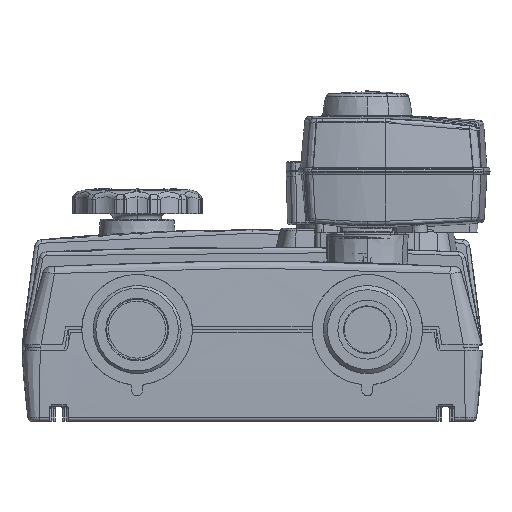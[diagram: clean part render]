
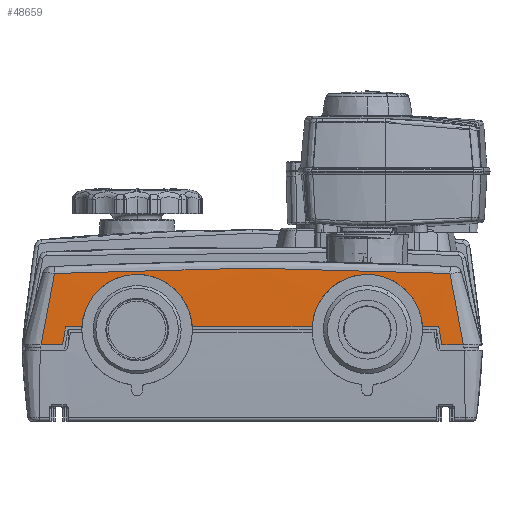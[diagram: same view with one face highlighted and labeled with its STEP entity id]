
A CAD part, front view. The second image highlights one B-rep face of the part: STEP entity #48659.
In plain terms, the highlighted cylindrical face has radius 1200 mm (diameter 2400 mm), a partial arc.
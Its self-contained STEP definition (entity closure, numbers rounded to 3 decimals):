
#48589=AXIS2_PLACEMENT_3D('Cylinder Axis2P3D',#48586,#48587,#48588) ;
#18312=CARTESIAN_POINT('Vertex',(29.962,-341.935,1.5)) ;
#18316=CARTESIAN_POINT('Control Point',(-29.962,-341.935,1.5)) ;
#18317=CARTESIAN_POINT('Control Point',(-29.727,-341.886,6.207)) ;
#18318=CARTESIAN_POINT('Control Point',(-28.567,-341.815,10.868)) ;
#18319=CARTESIAN_POINT('Control Point',(-26.494,-341.723,15.24)) ;
#18320=CARTESIAN_POINT('Control Point',(-20.563,-341.525,23.178)) ;
#18321=CARTESIAN_POINT('Control Point',(-11.99,-341.363,28.196)) ;
#18322=CARTESIAN_POINT('Control Point',(-7.085,-341.306,29.809)) ;
#18323=CARTESIAN_POINT('Control Point',(3.099,-341.269,30.892)) ;
#18324=CARTESIAN_POINT('Control Point',(12.864,-341.374,27.808)) ;
#18325=CARTESIAN_POINT('Control Point',(17.351,-341.459,25.253)) ;
#18326=CARTESIAN_POINT('Control Point',(23.843,-341.627,19.45)) ;
#18327=CARTESIAN_POINT('Control Point',(27.899,-341.789,11.849)) ;
#18328=CARTESIAN_POINT('Control Point',(29.097,-341.85,8.492)) ;
#18329=CARTESIAN_POINT('Control Point',(29.787,-341.899,5.009)) ;
#18330=CARTESIAN_POINT('Control Point',(29.962,-341.935,1.5)) ;
#18331=CARTESIAN_POINT('Vertex',(-29.962,-341.935,1.5)) ;
#48430=CARTESIAN_POINT('Vertex',(-163.759,-341.935,1.5)) ;
#48437=CARTESIAN_POINT('Vertex',(-154.962,-341.935,1.5)) ;
#48440=CARTESIAN_POINT('Line Origine',(-159.361,-341.935,1.5)) ;
#48465=CARTESIAN_POINT('Control Point',(-163.759,-341.935,1.5)) ;
#48466=CARTESIAN_POINT('Control Point',(-164.102,-341.956,-0.45)) ;
#48467=CARTESIAN_POINT('Control Point',(-164.446,-341.972,-2.4)) ;
#48468=CARTESIAN_POINT('Control Point',(-164.79,-341.985,-4.35)) ;
#48469=CARTESIAN_POINT('Control Point',(-165.134,-341.993,-6.3)) ;
#48470=CARTESIAN_POINT('Control Point',(-165.478,-341.997,-8.25)) ;
#48471=CARTESIAN_POINT('Vertex',(-165.478,-341.997,-8.25)) ;
#48502=CARTESIAN_POINT('Vertex',(40.478,-341.997,-8.25)) ;
#48506=CARTESIAN_POINT('Control Point',(38.759,-341.935,1.5)) ;
#48507=CARTESIAN_POINT('Control Point',(39.102,-341.956,-0.45)) ;
#48508=CARTESIAN_POINT('Control Point',(39.446,-341.972,-2.4)) ;
#48509=CARTESIAN_POINT('Control Point',(39.79,-341.985,-4.35)) ;
#48510=CARTESIAN_POINT('Control Point',(40.134,-341.993,-6.3)) ;
#48511=CARTESIAN_POINT('Control Point',(40.478,-341.997,-8.25)) ;
#48512=CARTESIAN_POINT('Vertex',(38.759,-341.935,1.5)) ;
#48534=CARTESIAN_POINT('Line Origine',(34.361,-341.935,1.5)) ;
#48560=CARTESIAN_POINT('Line Origine',(-62.5,-341.935,1.5)) ;
#48564=CARTESIAN_POINT('Vertex',(-95.038,-341.935,1.5)) ;
#48586=CARTESIAN_POINT('Axis2P3D Location',(-62.5,857.999,-11.015)) ;
#48592=CARTESIAN_POINT('Control Point',(-177.14,-341.997,-8.25)) ;
#48593=CARTESIAN_POINT('Control Point',(-174.921,-341.968,4.703)) ;
#48594=CARTESIAN_POINT('Control Point',(-172.479,-341.728,17.627)) ;
#48595=CARTESIAN_POINT('Control Point',(-169.814,-341.282,30.501)) ;
#48596=CARTESIAN_POINT('Vertex',(-169.814,-341.282,30.501)) ;
#48598=CARTESIAN_POINT('Vertex',(-177.14,-341.997,-8.25)) ;
#48601=CARTESIAN_POINT('Line Origine',(-62.5,-341.997,-8.25)) ;
#48607=CARTESIAN_POINT('Control Point',(-154.962,-341.935,1.5)) ;
#48608=CARTESIAN_POINT('Control Point',(-154.727,-341.886,6.207)) ;
#48609=CARTESIAN_POINT('Control Point',(-153.567,-341.815,10.868)) ;
#48610=CARTESIAN_POINT('Control Point',(-151.494,-341.723,15.24)) ;
#48611=CARTESIAN_POINT('Control Point',(-145.563,-341.525,23.178)) ;
#48612=CARTESIAN_POINT('Control Point',(-136.99,-341.363,28.196)) ;
#48613=CARTESIAN_POINT('Control Point',(-132.085,-341.306,29.809)) ;
#48614=CARTESIAN_POINT('Control Point',(-121.901,-341.269,30.892)) ;
#48615=CARTESIAN_POINT('Control Point',(-112.136,-341.374,27.808)) ;
#48616=CARTESIAN_POINT('Control Point',(-107.649,-341.459,25.253)) ;
#48617=CARTESIAN_POINT('Control Point',(-101.157,-341.627,19.45)) ;
#48618=CARTESIAN_POINT('Control Point',(-97.101,-341.789,11.849)) ;
#48619=CARTESIAN_POINT('Control Point',(-95.903,-341.85,8.492)) ;
#48620=CARTESIAN_POINT('Control Point',(-95.213,-341.899,5.009)) ;
#48621=CARTESIAN_POINT('Control Point',(-95.038,-341.935,1.5)) ;
#48623=CARTESIAN_POINT('Line Origine',(-62.5,-341.997,-8.25)) ;
#48627=CARTESIAN_POINT('Vertex',(52.14,-341.997,-8.25)) ;
#48631=CARTESIAN_POINT('Control Point',(52.14,-341.997,-8.25)) ;
#48632=CARTESIAN_POINT('Control Point',(49.921,-341.968,4.703)) ;
#48633=CARTESIAN_POINT('Control Point',(47.479,-341.728,17.627)) ;
#48634=CARTESIAN_POINT('Control Point',(44.814,-341.282,30.501)) ;
#48635=CARTESIAN_POINT('Vertex',(44.814,-341.282,30.501)) ;
#48639=CARTESIAN_POINT('Control Point',(44.814,-341.282,30.501)) ;
#48640=CARTESIAN_POINT('Control Point',(-8.791,-341.182,33.397)) ;
#48641=CARTESIAN_POINT('Control Point',(-62.5,-341.139,34.365)) ;
#48642=CARTESIAN_POINT('Control Point',(-116.209,-341.182,33.397)) ;
#48643=CARTESIAN_POINT('Control Point',(-169.814,-341.282,30.501)) ;
#48441=DIRECTION('Vector Direction',(1.,0.,0.)) ;
#48535=DIRECTION('Vector Direction',(1.,0.,0.)) ;
#48561=DIRECTION('Vector Direction',(1.,0.,0.)) ;
#48587=DIRECTION('Axis2P3D Direction',(-1.,0.,0.)) ;
#48588=DIRECTION('Axis2P3D XDirection',(0.,-1.,0.001)) ;
#48602=DIRECTION('Vector Direction',(-1.,0.,0.)) ;
#48624=DIRECTION('Vector Direction',(-1.,0.,0.)) ;
#48442=VECTOR('Line Direction',#48441,1.) ;
#48536=VECTOR('Line Direction',#48535,1.) ;
#48562=VECTOR('Line Direction',#48561,1.) ;
#48603=VECTOR('Line Direction',#48602,1.) ;
#48625=VECTOR('Line Direction',#48624,1.) ;
#48646=ORIENTED_EDGE('',*,*,#48600,.T.) ;
#48647=ORIENTED_EDGE('',*,*,#48605,.T.) ;
#48648=ORIENTED_EDGE('',*,*,#48473,.F.) ;
#48649=ORIENTED_EDGE('',*,*,#48444,.T.) ;
#48650=ORIENTED_EDGE('',*,*,#48622,.T.) ;
#48651=ORIENTED_EDGE('',*,*,#48566,.T.) ;
#48652=ORIENTED_EDGE('',*,*,#18333,.T.) ;
#48653=ORIENTED_EDGE('',*,*,#48538,.T.) ;
#48654=ORIENTED_EDGE('',*,*,#48514,.T.) ;
#48655=ORIENTED_EDGE('',*,*,#48629,.F.) ;
#48656=ORIENTED_EDGE('',*,*,#48637,.F.) ;
#48657=ORIENTED_EDGE('',*,*,#48644,.F.) ;
#48659=ADVANCED_FACE('PartBody',(#48658),#48590,.T.) ;
#18315=B_SPLINE_CURVE_WITH_KNOTS('',5,(#18316,#18317,#18318,#18319,#18320,#18321,#18322,#18323,#18324,#18325,#18326,#18327,#18328,#18329,#18330),.UNSPECIFIED.,.F.,.U.,(6,3,3,3,6),(2.122,35.451,70.891,106.333,131.178),.UNSPECIFIED.) ;
#48464=B_SPLINE_CURVE_WITH_KNOTS('',5,(#48465,#48466,#48467,#48468,#48469,#48470),.UNSPECIFIED.,.F.,.U.,(6,6),(0.,14.002),.UNSPECIFIED.) ;
#48505=B_SPLINE_CURVE_WITH_KNOTS('',5,(#48506,#48507,#48508,#48509,#48510,#48511),.UNSPECIFIED.,.F.,.U.,(6,6),(0.,14.002),.UNSPECIFIED.) ;
#48591=B_SPLINE_CURVE_WITH_KNOTS('',3,(#48592,#48593,#48594,#48595),.UNSPECIFIED.,.F.,.U.,(4,4),(22.993,91.379),.UNSPECIFIED.) ;
#48606=B_SPLINE_CURVE_WITH_KNOTS('',5,(#48607,#48608,#48609,#48610,#48611,#48612,#48613,#48614,#48615,#48616,#48617,#48618,#48619,#48620,#48621),.UNSPECIFIED.,.F.,.U.,(6,3,3,3,6),(2.122,35.451,70.891,106.333,131.178),.UNSPECIFIED.) ;
#48630=B_SPLINE_CURVE_WITH_KNOTS('',3,(#48631,#48632,#48633,#48634),.UNSPECIFIED.,.F.,.U.,(4,4),(22.993,91.379),.UNSPECIFIED.) ;
#48638=B_SPLINE_CURVE_WITH_KNOTS('',4,(#48639,#48640,#48641,#48642,#48643),.UNSPECIFIED.,.F.,.U.,(5,5),(75.459,379.441),.UNSPECIFIED.) ;
#48590=CYLINDRICAL_SURFACE('generated cylinder',#48589,1200.) ;
#18333=EDGE_CURVE('',#18332,#18313,#18315,.T.) ;
#48444=EDGE_CURVE('',#48431,#48438,#48443,.T.) ;
#48473=EDGE_CURVE('',#48431,#48472,#48464,.T.) ;
#48514=EDGE_CURVE('',#48513,#48503,#48505,.T.) ;
#48538=EDGE_CURVE('',#18313,#48513,#48537,.T.) ;
#48566=EDGE_CURVE('',#48565,#18332,#48563,.T.) ;
#48600=EDGE_CURVE('',#48597,#48599,#48591,.F.) ;
#48605=EDGE_CURVE('',#48599,#48472,#48604,.F.) ;
#48622=EDGE_CURVE('',#48438,#48565,#48606,.T.) ;
#48629=EDGE_CURVE('',#48628,#48503,#48626,.T.) ;
#48637=EDGE_CURVE('',#48636,#48628,#48630,.F.) ;
#48644=EDGE_CURVE('',#48597,#48636,#48638,.F.) ;
#48645=EDGE_LOOP('',(#48646,#48647,#48648,#48649,#48650,#48651,#48652,#48653,#48654,#48655,#48656,#48657)) ;
#48658=FACE_OUTER_BOUND('',#48645,.T.) ;
#48443=LINE('Line',#48440,#48442) ;
#48537=LINE('Line',#48534,#48536) ;
#48563=LINE('Line',#48560,#48562) ;
#48604=LINE('Line',#48601,#48603) ;
#48626=LINE('Line',#48623,#48625) ;
#18313=VERTEX_POINT('',#18312) ;
#18332=VERTEX_POINT('',#18331) ;
#48431=VERTEX_POINT('',#48430) ;
#48438=VERTEX_POINT('',#48437) ;
#48472=VERTEX_POINT('',#48471) ;
#48503=VERTEX_POINT('',#48502) ;
#48513=VERTEX_POINT('',#48512) ;
#48565=VERTEX_POINT('',#48564) ;
#48597=VERTEX_POINT('',#48596) ;
#48599=VERTEX_POINT('',#48598) ;
#48628=VERTEX_POINT('',#48627) ;
#48636=VERTEX_POINT('',#48635) ;
